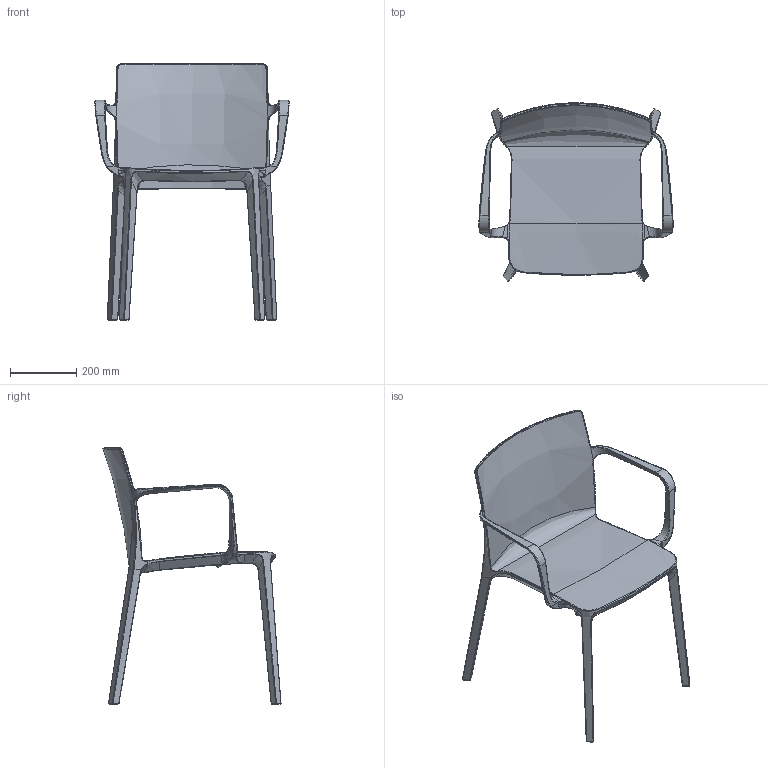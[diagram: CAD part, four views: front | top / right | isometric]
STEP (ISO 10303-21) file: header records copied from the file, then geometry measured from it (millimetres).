
FILE_DESCRIPTION(('STEP AP214'),'1');
FILE_NAME('sedia Thone math braccioli.stp','2021-01-15T10:50:14',(' '),(' '),'Spatial InterOp 3D',' ',' ');
FILE_SCHEMA(('AUTOMOTIVE_DESIGN { 1 0 10303 214 1 1 1 1 }'));
Length unit declared in the file: metre
Products named in the file (9): 1610377705; 1610377681; 1610372018; 1610372006; 1610374474; 1610101260; 1610101164; 1610101068; 1610100972
Bounding box: 586.12 x 537.51 x 773.66 mm (x, y, z)
Volume: 4977102.2 mm3; surface area: 1020686.8 mm2
Topology: 9 solids, 9 shells, 669 faces, 1850 edges, 1132 vertices
Faces by surface type: bspline 441, plane 100, cylinder 86, offset 22, sphere 8, cone 8, torus 4
Full cylindrical faces by diameter (mm): 6 x8, 8 x8, 14.224 x4
Entity records: 195608 total; most frequent: CARTESIAN_POINT 177835, ORIENTED_EDGE 3418, EDGE_CURVE 1709, B_SPLINE_CURVE_WITH_KNOTS 1268, VERTEX_POINT 1106, DIRECTION 1078, EDGE_LOOP 721, PRESENTATION_STYLE_ASSIGNMENT 698
